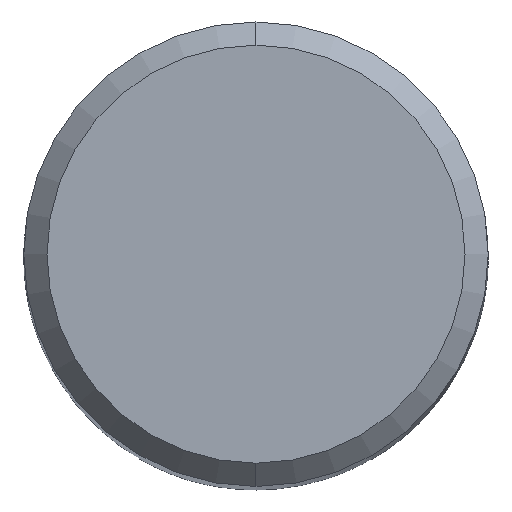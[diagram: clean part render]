
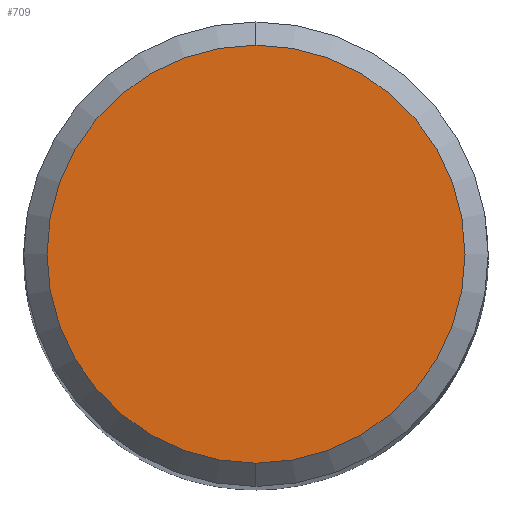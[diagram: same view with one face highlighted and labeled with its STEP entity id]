
A CAD part, top view. The second image highlights one B-rep face of the part: STEP entity #709.
In plain terms, the highlighted planar face has unit normal (0, 0, 1).
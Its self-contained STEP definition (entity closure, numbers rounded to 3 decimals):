
#709=ADVANCED_FACE('',(#1622),#1623,.T.);
#755=VERTEX_POINT('',#1674);
#789=EDGE_CURVE('',#755,#1019,#1711,.T.);
#1019=VERTEX_POINT('',#1959);
#1109=EDGE_CURVE('',#1019,#755,#2059,.T.);
#1622=FACE_OUTER_BOUND('',#3133,.T.);
#1623=PLANE('',#3134);
#1674=CARTESIAN_POINT('',(0.,-7.2,0.0));
#1711=CIRCLE('',#3366,7.2);
#1959=CARTESIAN_POINT('',(0.0,7.2,0.0));
#2059=CIRCLE('',#4369,7.2);
#3133=EDGE_LOOP('',(#5319,#5320));
#3134=AXIS2_PLACEMENT_3D('',#5321,#5322,#5323);
#3366=AXIS2_PLACEMENT_3D('',#5428,#5429,#5430);
#4369=AXIS2_PLACEMENT_3D('',#5703,#5704,#5705);
#5319=ORIENTED_EDGE('',*,*,#1109,.F.);
#5320=ORIENTED_EDGE('',*,*,#789,.F.);
#5321=CARTESIAN_POINT('',(0.0,3.6,0.0));
#5322=DIRECTION('',(-0.0,0.0,1.0));
#5323=DIRECTION('',(0.0,-1.0,0.0));
#5428=CARTESIAN_POINT('',(0.0,0.0,0.0));
#5429=DIRECTION('',(0.0,0.0,-1.0));
#5430=DIRECTION('',(0.0,1.0,0.0));
#5703=CARTESIAN_POINT('',(0.0,0.0,0.0));
#5704=DIRECTION('',(0.0,0.0,-1.0));
#5705=DIRECTION('',(0.0,1.0,0.0));
